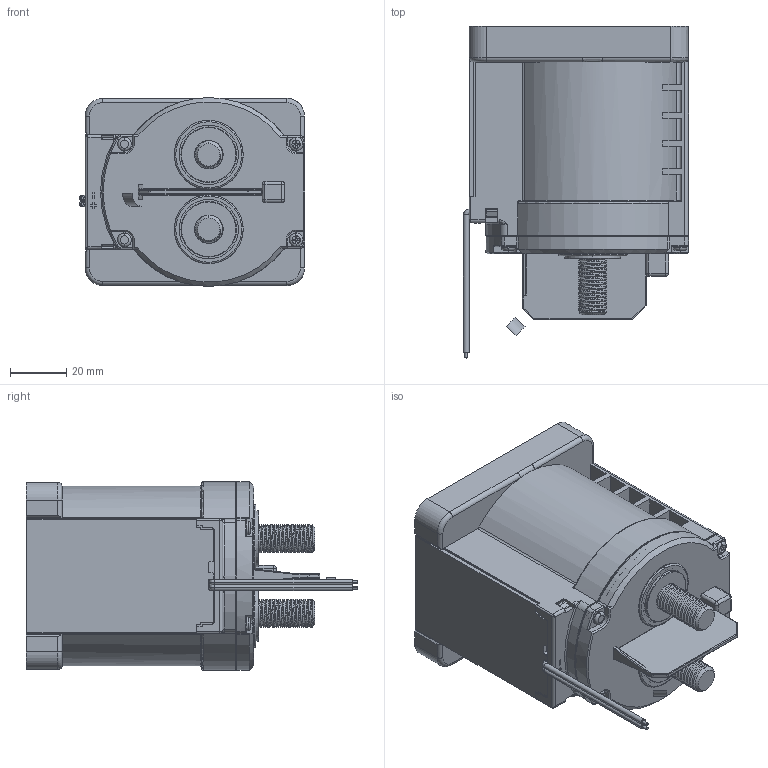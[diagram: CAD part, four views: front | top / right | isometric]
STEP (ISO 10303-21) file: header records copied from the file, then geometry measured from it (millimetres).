
FILE_DESCRIPTION((''),'2;1');
FILE_NAME('5-EVD600E1--0002_ASM','2024-04-13T15:14:54',('Fiona.Li'),(''),'CREO PARAMETRIC BY PTC INC, 2021063','CREO PARAMETRIC BY PTC INC, 2021063','');
FILE_SCHEMA(('CONFIG_CONTROL_DESIGN'));
Length unit declared in the file: millimetre
Products named in the file (2): _5-EVD600E1--0002; 5-EVD600E1--0002_ASM
Assembly tree (1 placements, depth 2):
  5-EVD600E1--0002_ASM
    _5-EVD600E1--0002
Bounding box: 80.1 x 118.1 x 67.2 mm (x, y, z)
Surface area: 84540.4 mm2 (no closed solid volume)
Topology: 0 solids, 3 shells, 1664 faces, 4853 edges, 3160 vertices
Faces by surface type: plane 869, cylinder 557, torus 144, bspline 48, cone 19, extrusion 18, sphere 9
Entity records: 62114 total; most frequent: CARTESIAN_POINT 17707, ORIENTED_EDGE 9582, DIRECTION 9067, EDGE_CURVE 4833, VERTEX_POINT 3160, VECTOR 3039, LINE 3021, AXIS2_PLACEMENT_3D 3014
